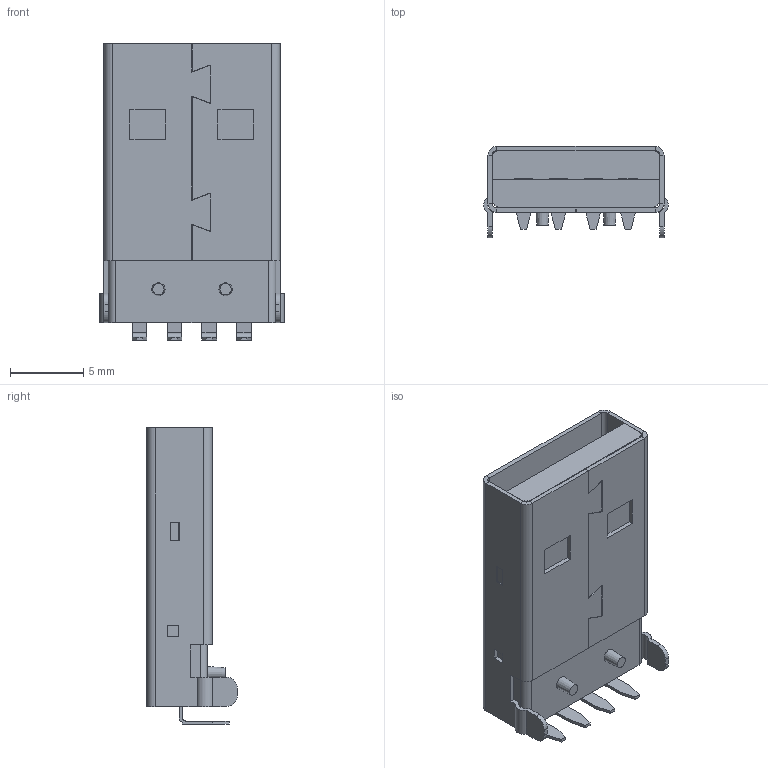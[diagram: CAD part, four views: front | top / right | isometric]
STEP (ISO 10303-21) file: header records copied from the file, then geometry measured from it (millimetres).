
FILE_DESCRIPTION(/* description */ (''),/* implementation_level */ '2;1');
FILE_NAME(/* name */ 'USB_surinkimas v4.step',/* time_stamp */ '2018-08-04T14:14:47+03:00',/* author */ (''),/* organization */ (''),/* preprocessor_version */ 'ST-DEVELOPER v17',/* originating_system */ 'Autodesk Translation Framework v7.1.0.215',/* authorisation */ '');
FILE_SCHEMA (('AUTOMOTIVE_DESIGN { 1 0 10303 214 3 1 1 }'));
Length unit declared in the file: millimetre
Products named in the file (3): USB_surinkimas; usb_inside v5; USB v6
Assembly tree (2 placements, depth 2):
  USB_surinkimas
    usb_inside v5
    USB v6
Bounding box: 12.6 x 6.2 x 20.2 mm (x, y, z)
Volume: 651.8 mm3; surface area: 1742.5 mm2
Topology: 6 solids, 6 shells, 225 faces, 590 edges, 380 vertices
Faces by surface type: plane 185, cylinder 38, cone 2
Entity records: 6942 total; most frequent: CARTESIAN_POINT 1200, ORIENTED_EDGE 1180, DIRECTION 1130, EDGE_CURVE 590, LINE 510, VECTOR 510, VERTEX_POINT 380, AXIS2_PLACEMENT_3D 310
